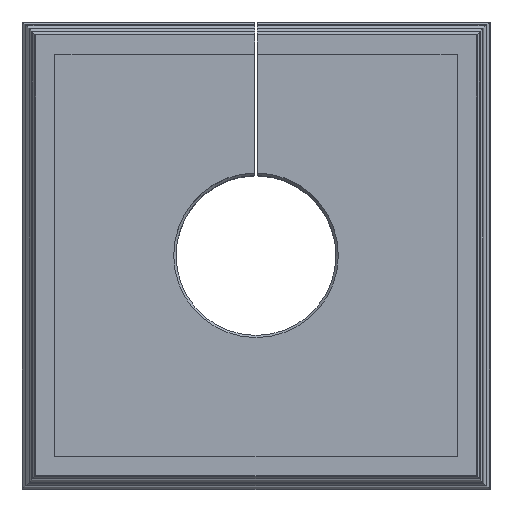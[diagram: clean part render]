
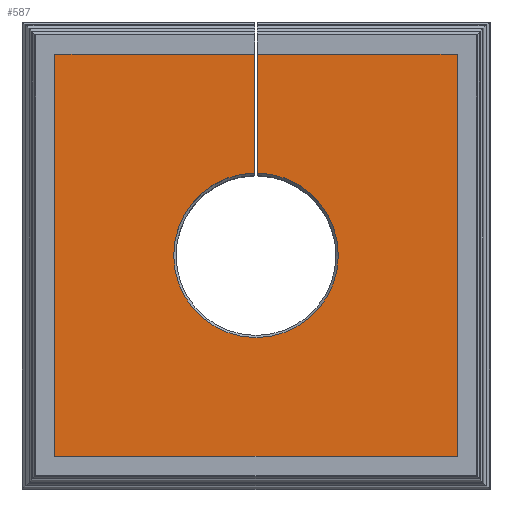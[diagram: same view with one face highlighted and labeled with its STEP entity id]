
A CAD part, top view. The second image highlights one B-rep face of the part: STEP entity #587.
In plain terms, the highlighted planar face has unit normal (0, 0, 1).
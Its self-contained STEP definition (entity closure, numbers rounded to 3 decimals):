
#97=FACE_OUTER_BOUND('',#798,.T.);
#175=LINE('',#2551,#368);
#275=LINE('',#2752,#468);
#276=LINE('',#2755,#469);
#277=LINE('',#2757,#470);
#278=LINE('',#2759,#471);
#279=LINE('',#2761,#472);
#280=LINE('',#2762,#473);
#368=VECTOR('',#2009,1.);
#468=VECTOR('',#2193,1.);
#469=VECTOR('',#2194,1.);
#470=VECTOR('',#2195,1.);
#471=VECTOR('',#2196,1.);
#472=VECTOR('',#2197,1.);
#473=VECTOR('',#2198,1.);
#587=ADVANCED_FACE('',(#97),#684,.T.);
#684=PLANE('',#1898);
#718=CIRCLE('',#1897,3.5);
#798=EDGE_LOOP('',(#1091,#1092,#1093,#1094,#1095,#1096,#1097,#1098));
#1091=ORIENTED_EDGE('',*,*,#1674,.F.);
#1092=ORIENTED_EDGE('',*,*,#1675,.T.);
#1093=ORIENTED_EDGE('',*,*,#1676,.T.);
#1094=ORIENTED_EDGE('',*,*,#1677,.T.);
#1095=ORIENTED_EDGE('',*,*,#1678,.T.);
#1096=ORIENTED_EDGE('',*,*,#1572,.T.);
#1097=ORIENTED_EDGE('',*,*,#1679,.F.);
#1098=ORIENTED_EDGE('',*,*,#1680,.F.);
#1402=VERTEX_POINT('',#2549);
#1404=VERTEX_POINT('',#2552);
#1463=VERTEX_POINT('',#2753);
#1464=VERTEX_POINT('',#2754);
#1465=VERTEX_POINT('',#2756);
#1466=VERTEX_POINT('',#2758);
#1467=VERTEX_POINT('',#2760);
#1468=VERTEX_POINT('',#2763);
#1572=EDGE_CURVE('',#1404,#1402,#175,.T.);
#1674=EDGE_CURVE('',#1463,#1464,#275,.T.);
#1675=EDGE_CURVE('',#1463,#1465,#276,.T.);
#1676=EDGE_CURVE('',#1465,#1466,#277,.T.);
#1677=EDGE_CURVE('',#1466,#1467,#278,.T.);
#1678=EDGE_CURVE('',#1467,#1404,#279,.T.);
#1679=EDGE_CURVE('',#1468,#1402,#280,.T.);
#1680=EDGE_CURVE('',#1464,#1468,#718,.T.);
#1897=AXIS2_PLACEMENT_3D('',#2764,#2199,#2200);
#1898=AXIS2_PLACEMENT_3D('',#2765,#2201,#2202);
#2009=DIRECTION('',(-1.,0.,0.));
#2193=DIRECTION('',(0.,-1.,0.));
#2194=DIRECTION('',(-1.,0.,0.));
#2195=DIRECTION('',(0.,-1.,0.));
#2196=DIRECTION('',(1.,0.,0.));
#2197=DIRECTION('',(0.,1.,0.));
#2198=DIRECTION('',(0.,1.,0.));
#2199=DIRECTION('',(0.,0.,1.));
#2200=DIRECTION('',(1.,0.,0.));
#2201=DIRECTION('',(0.,0.,1.));
#2202=DIRECTION('',(-1.,0.,0.));
#2549=CARTESIAN_POINT('',(0.05,8.55,17.7));
#2551=CARTESIAN_POINT('',(8.55,8.55,17.7));
#2552=CARTESIAN_POINT('',(8.55,8.55,17.7));
#2752=CARTESIAN_POINT('',(-0.05,0.,17.7));
#2753=CARTESIAN_POINT('',(-0.05,8.55,17.7));
#2754=CARTESIAN_POINT('',(-0.05,3.5,17.7));
#2755=CARTESIAN_POINT('',(8.55,8.55,17.7));
#2756=CARTESIAN_POINT('',(-8.55,8.55,17.7));
#2757=CARTESIAN_POINT('',(-8.55,8.55,17.7));
#2758=CARTESIAN_POINT('',(-8.55,-8.55,17.7));
#2759=CARTESIAN_POINT('',(-8.55,-8.55,17.7));
#2760=CARTESIAN_POINT('',(8.55,-8.55,17.7));
#2761=CARTESIAN_POINT('',(8.55,-8.55,17.7));
#2762=CARTESIAN_POINT('',(0.05,0.,17.7));
#2763=CARTESIAN_POINT('',(0.05,3.5,17.7));
#2764=CARTESIAN_POINT('',(0.,0.,17.7));
#2765=CARTESIAN_POINT('',(0.,0.,17.7));
